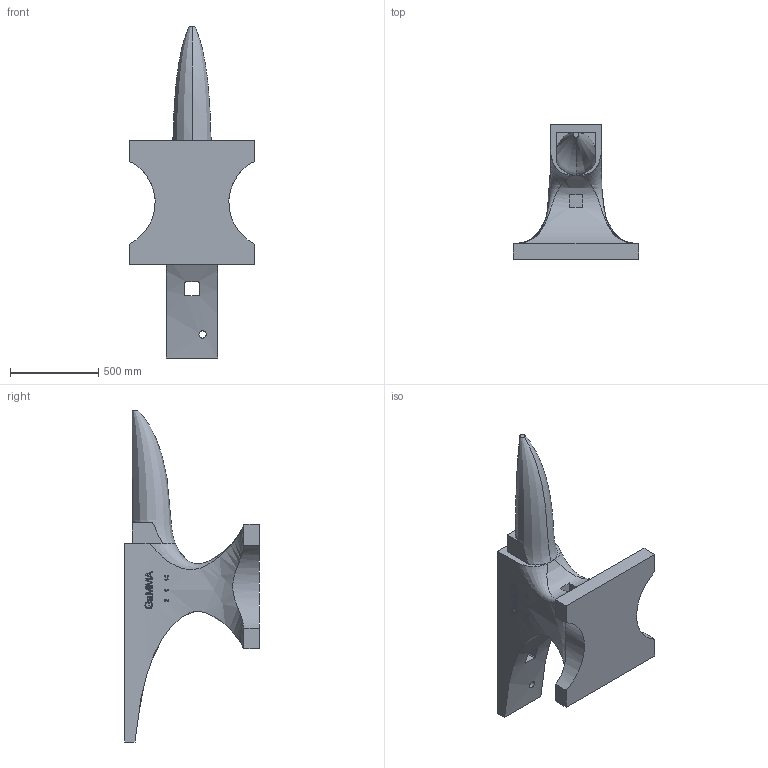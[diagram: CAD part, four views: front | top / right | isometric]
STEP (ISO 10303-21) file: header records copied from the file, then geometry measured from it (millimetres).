
FILE_DESCRIPTION(/* description */ (''),/* implementation_level */ '2;1');
FILE_NAME(/* name */ 'London Pattern Anvil.step',/* time_stamp */ '2020-06-07T16:50:10-04:00',/* author */ (''),/* organization */ (''),/* preprocessor_version */ 'ST-DEVELOPER v18.1',/* originating_system */ 'Autodesk Translation Framework v9.3.0.1241',/* authorisation */ '');
FILE_SCHEMA (('AUTOMOTIVE_DESIGN { 1 0 10303 214 3 1 1 }'));
Length unit declared in the file: inch
Products named in the file (1): Anvil MK II
Bounding box: 711.25 x 762.76 x 1880.19 mm (x, y, z)
Volume: 170408660 mm3; surface area: 2950639.6 mm2
Topology: 1 solids, 1 shells, 229 faces, 642 edges, 427 vertices
Faces by surface type: bspline 116, plane 110, cylinder 3
Full cylindrical faces by diameter (mm): 41.275 x1
Entity records: 14637 total; most frequent: CARTESIAN_POINT 9834, ORIENTED_EDGE 1280, EDGE_CURVE 640, DIRECTION 481, VERTEX_POINT 427, B_SPLINE_CURVE_WITH_KNOTS 390, EDGE_LOOP 247, LINE 243
